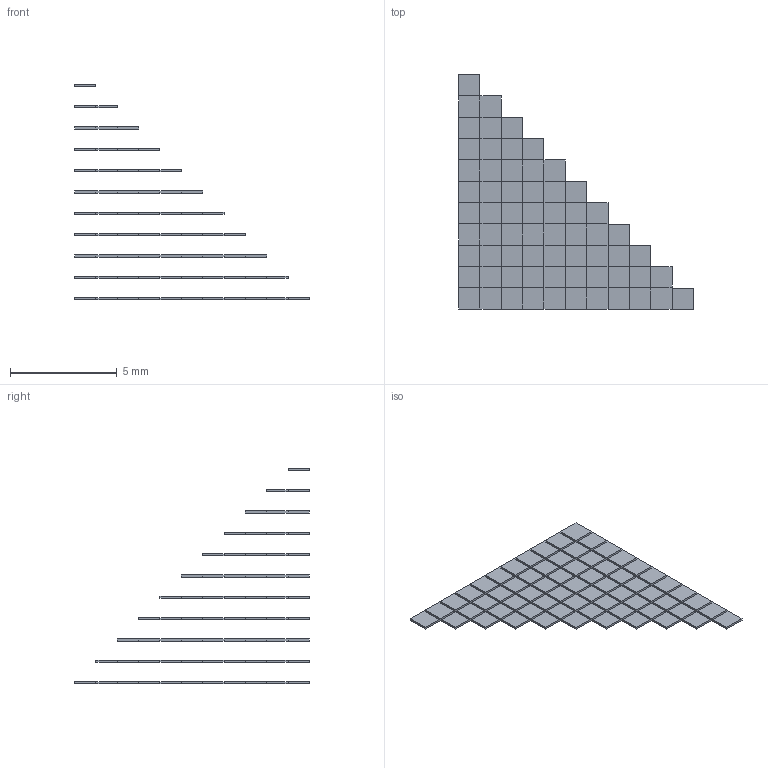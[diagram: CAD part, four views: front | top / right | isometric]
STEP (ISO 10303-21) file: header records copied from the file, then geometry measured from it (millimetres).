
FILE_DESCRIPTION(('Open CASCADE Model'),'2;1');
FILE_NAME('Open CASCADE Shape Model','2024-05-24T17:24:38',('Author'),( 'Open CASCADE'),'Open CASCADE STEP processor 7.7','Open CASCADE 7.7' ,'Unknown');
FILE_SCHEMA(('AUTOMOTIVE_DESIGN { 1 0 10303 214 1 1 1 1 }'));
Length unit declared in the file: millimetre
Products named in the file (67): Open CASCADE STEP translator 7.7 3; Open CASCADE STEP translator 7.7 3.1; Open CASCADE STEP translator 7.7 3.2; Open CASCADE STEP translator 7.7 3.3; Open CASCADE STEP translator 7.7 3.4; Open CASCADE STEP translator 7.7 3.5; Open CASCADE STEP translator 7.7 3.6; Open CASCADE STEP translator 7.7 3.7; Open CASCADE STEP translator 7.7 3.8; Open CASCADE STEP translator 7.7 3.9; Open CASCADE STEP translator 7.7 3.10; Open CASCADE STEP translator 7.7 3.11; Open CASCADE STEP translator 7.7 3.12; Open CASCADE STEP translator 7.7 3.13; Open CASCADE STEP translator 7.7 3.14; Open CASCADE STEP translator 7.7 3.15; Open CASCADE STEP translator 7.7 3.16; Open CASCADE STEP translator 7.7 3.17; Open CASCADE STEP translator 7.7 3.18; Open CASCADE STEP translator 7.7 3.19; Open CASCADE STEP translator 7.7 3.20; Open CASCADE STEP translator 7.7 3.21; Open CASCADE STEP translator 7.7 3.22; Open CASCADE STEP translator 7.7 3.23; Open CASCADE STEP translator 7.7 3.24; Open CASCADE STEP translator 7.7 3.25; Open CASCADE STEP translator 7.7 3.26; Open CASCADE STEP translator 7.7 3.27; Open CASCADE STEP translator 7.7 3.28; Open CASCADE STEP translator 7.7 3.29; Open CASCADE STEP translator 7.7 3.30; Open CASCADE STEP translator 7.7 3.31; Open CASCADE STEP translator 7.7 3.32; Open CASCADE STEP translator 7.7 3.33; Open CASCADE STEP translator 7.7 3.34; Open CASCADE STEP translator 7.7 3.35; Open CASCADE STEP translator 7.7 3.36; Open CASCADE STEP translator 7.7 3.37; Open CASCADE STEP translator 7.7 3.38; Open CASCADE STEP translator 7.7 3.39 ...
Assembly tree (66 placements, depth 2):
  Open CASCADE STEP translator 7.7 3
    Open CASCADE STEP translator 7.7 3.1
    Open CASCADE STEP translator 7.7 3.2
    Open CASCADE STEP translator 7.7 3.3
    Open CASCADE STEP translator 7.7 3.4
    Open CASCADE STEP translator 7.7 3.5
    Open CASCADE STEP translator 7.7 3.6
    Open CASCADE STEP translator 7.7 3.7
    Open CASCADE STEP translator 7.7 3.8
    Open CASCADE STEP translator 7.7 3.9
    Open CASCADE STEP translator 7.7 3.10
    Open CASCADE STEP translator 7.7 3.11
    Open CASCADE STEP translator 7.7 3.12
    Open CASCADE STEP translator 7.7 3.13
    Open CASCADE STEP translator 7.7 3.14
    Open CASCADE STEP translator 7.7 3.15
    Open CASCADE STEP translator 7.7 3.16
    Open CASCADE STEP translator 7.7 3.17
    Open CASCADE STEP translator 7.7 3.18
    Open CASCADE STEP translator 7.7 3.19
    Open CASCADE STEP translator 7.7 3.20
    Open CASCADE STEP translator 7.7 3.21
    Open CASCADE STEP translator 7.7 3.22
    Open CASCADE STEP translator 7.7 3.23
    Open CASCADE STEP translator 7.7 3.24
    Open CASCADE STEP translator 7.7 3.25
    Open CASCADE STEP translator 7.7 3.26
    Open CASCADE STEP translator 7.7 3.27
    Open CASCADE STEP translator 7.7 3.28
    Open CASCADE STEP translator 7.7 3.29
    Open CASCADE STEP translator 7.7 3.30
    Open CASCADE STEP translator 7.7 3.31
    Open CASCADE STEP translator 7.7 3.32
    Open CASCADE STEP translator 7.7 3.33
    Open CASCADE STEP translator 7.7 3.34
    Open CASCADE STEP translator 7.7 3.35
    Open CASCADE STEP translator 7.7 3.36
    Open CASCADE STEP translator 7.7 3.37
    Open CASCADE STEP translator 7.7 3.38
    Open CASCADE STEP translator 7.7 3.39
    Open CASCADE STEP translator 7.7 3.40
    Open CASCADE STEP translator 7.7 3.41
    Open CASCADE STEP translator 7.7 3.42
    Open CASCADE STEP translator 7.7 3.43
    Open CASCADE STEP translator 7.7 3.44
    Open CASCADE STEP translator 7.7 3.45
    Open CASCADE STEP translator 7.7 3.46
    Open CASCADE STEP translator 7.7 3.47
    Open CASCADE STEP translator 7.7 3.48
    Open CASCADE STEP translator 7.7 3.49
    Open CASCADE STEP translator 7.7 3.50
    Open CASCADE STEP translator 7.7 3.51
    Open CASCADE STEP translator 7.7 3.52
    Open CASCADE STEP translator 7.7 3.53
    Open CASCADE STEP translator 7.7 3.54
    Open CASCADE STEP translator 7.7 3.55
    Open CASCADE STEP translator 7.7 3.56
    Open CASCADE STEP translator 7.7 3.57
    Open CASCADE STEP translator 7.7 3.58
    Open CASCADE STEP translator 7.7 3.59
Bounding box: 11 x 11 x 10.1 mm (x, y, z)
Volume: 6.6 mm3; surface area: 158.4 mm2
Topology: 66 solids, 66 shells, 396 faces, 792 edges, 528 vertices
Faces by surface type: plane 396
Entity records: 21400 total; most frequent: CARTESIAN_POINT 3367, DIRECTION 3302, LINE 2376, VECTOR 2376, ORIENTED_EDGE 1584, PCURVE 1584, DEFINITIONAL_REPRESENTATION 1584, EDGE_CURVE 792
